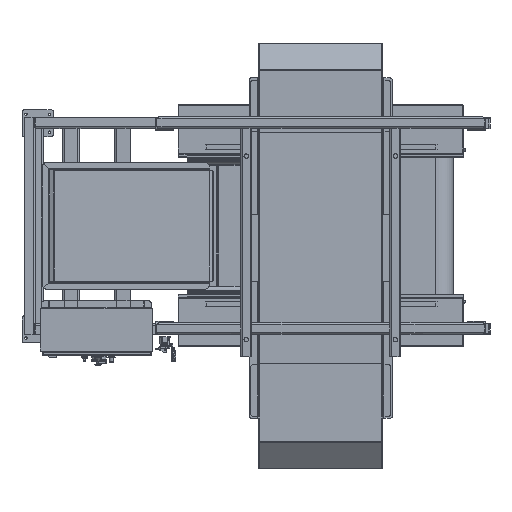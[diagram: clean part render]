
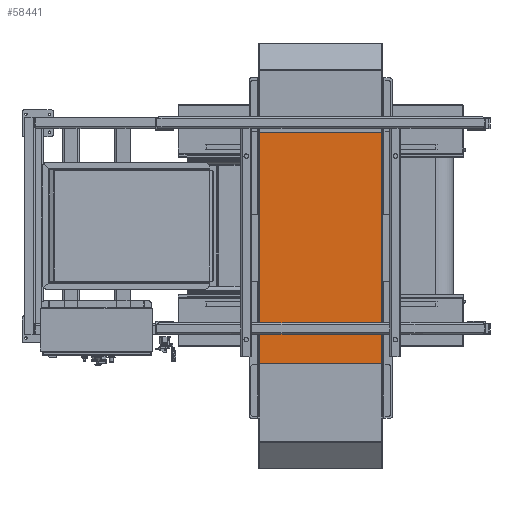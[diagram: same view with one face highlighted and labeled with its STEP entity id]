
A CAD part, top view. The second image highlights one B-rep face of the part: STEP entity #58441.
In plain terms, the highlighted planar face has unit normal (0, 0, 1).
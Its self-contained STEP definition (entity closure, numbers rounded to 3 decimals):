
#6422=FACE_OUTER_BOUND('',#9735,.T.);
#9735=EDGE_LOOP('',(#43623,#43624,#43625,#43626));
#14313=LINE('',#96612,#19514);
#14319=LINE('',#96630,#19520);
#14322=LINE('',#96636,#19523);
#14323=LINE('',#96637,#19524);
#19514=VECTOR('',#74138,10.);
#19520=VECTOR('',#74162,10.);
#19523=VECTOR('',#74167,10.);
#19524=VECTOR('',#74168,10.);
#24501=VERTEX_POINT('',#96609);
#24502=VERTEX_POINT('',#96611);
#24505=VERTEX_POINT('',#96629);
#24507=VERTEX_POINT('',#96635);
#31209=EDGE_CURVE('',#24502,#24501,#14313,.T.);
#31218=EDGE_CURVE('',#24502,#24505,#14319,.T.);
#31221=EDGE_CURVE('',#24507,#24501,#14322,.T.);
#31222=EDGE_CURVE('',#24507,#24505,#14323,.T.);
#43623=ORIENTED_EDGE('',*,*,#31209,.T.);
#43624=ORIENTED_EDGE('',*,*,#31221,.F.);
#43625=ORIENTED_EDGE('',*,*,#31222,.T.);
#43626=ORIENTED_EDGE('',*,*,#31218,.F.);
#52899=PLANE('',#63075);
#58441=ADVANCED_FACE('',(#6422),#52899,.T.);
#63075=AXIS2_PLACEMENT_3D('',#96634,#74165,#74166);
#74138=DIRECTION('',(0.,-1.,0.));
#74162=DIRECTION('',(1.,0.,0.));
#74165=DIRECTION('center_axis',(0.,0.,
1.));
#74166=DIRECTION('ref_axis',(0.,1.,0.));
#74167=DIRECTION('',(-1.,0.,0.));
#74168=DIRECTION('',(0.,1.,0.));
#96609=CARTESIAN_POINT('',(-273.,-614.,777.));
#96611=CARTESIAN_POINT('',(-273.,414.,777.));
#96612=CARTESIAN_POINT('',(-273.,157.,777.));
#96629=CARTESIAN_POINT('',(271.,414.,777.));
#96630=CARTESIAN_POINT('',(275.,414.,777.));
#96634=CARTESIAN_POINT('Origin',(-1.,-100.,777.));
#96635=CARTESIAN_POINT('',(271.,-614.,777.));
#96636=CARTESIAN_POINT('',(-277.,-614.,777.));
#96637=CARTESIAN_POINT('',(271.,-357.,777.));
